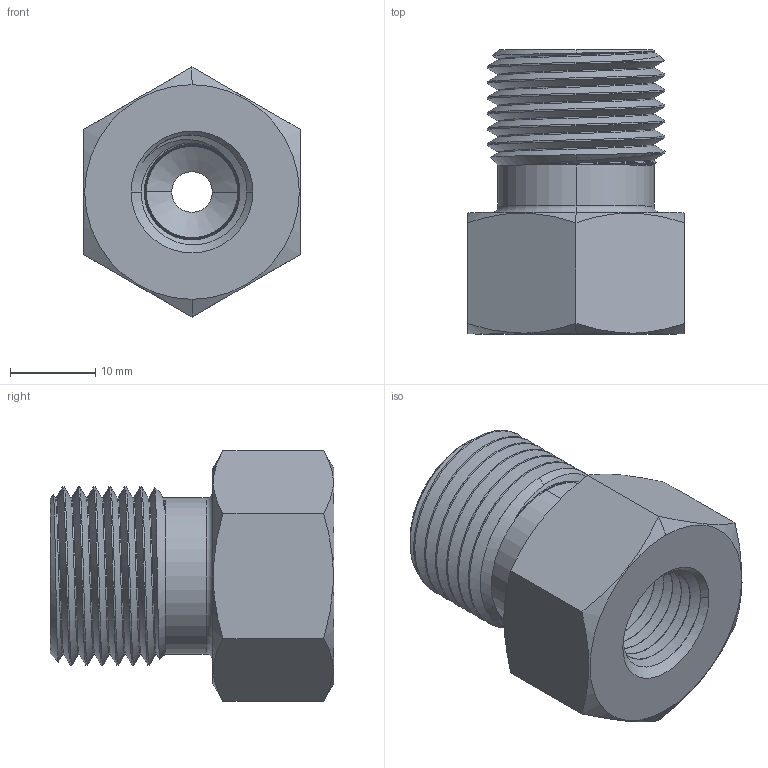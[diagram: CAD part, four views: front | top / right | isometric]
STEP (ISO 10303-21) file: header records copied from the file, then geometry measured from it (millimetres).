
FILE_DESCRIPTION (( 'STEP AP203' ), '1' );
FILE_NAME ('AD-346MSS-4FNPT.STEP', '2025-08-01T12:02:46', ( '' ), ( '' ), 'SwSTEP 2.0', 'SolidWorks 2018', '' );
FILE_SCHEMA (( 'CONFIG_CONTROL_DESIGN' ));
Length unit declared in the file: inch
Products named in the file (1): AD-346MSS-4FNPT
Bounding box: 25.4 x 33.27 x 29.33 mm (x, y, z)
Volume: 10157.1 mm3; surface area: 5324 mm2
Topology: 1 solids, 1 shells, 174 faces, 474 edges, 310 vertices
Faces by surface type: bspline 58, cylinder 41, plane 40, cone 31, torus 4
Entity records: 12496 total; most frequent: CARTESIAN_POINT 8672, ORIENTED_EDGE 948, DIRECTION 520, EDGE_CURVE 474, VERTEX_POINT 310, VECTOR 200, LINE 200, EDGE_LOOP 184
